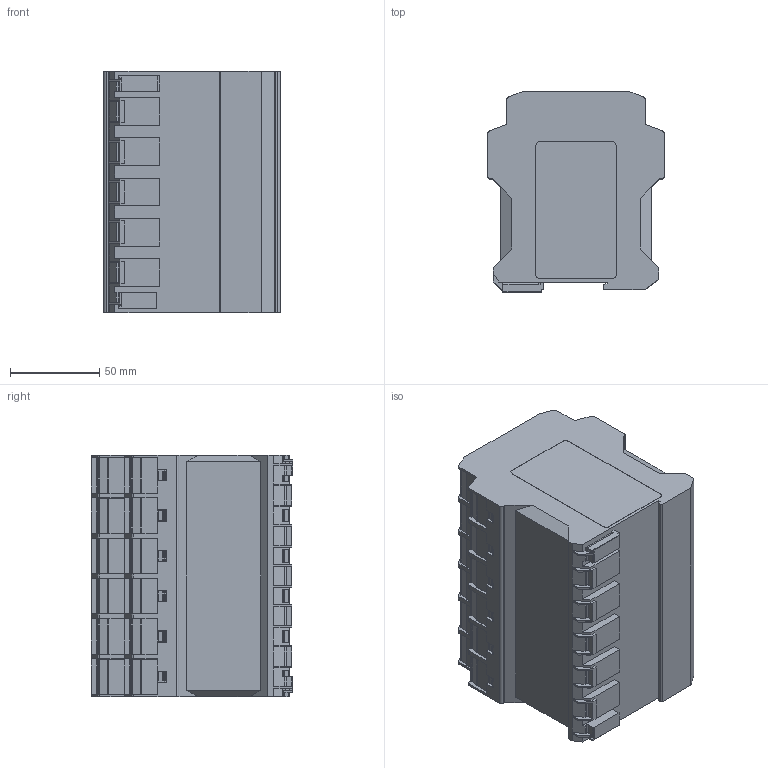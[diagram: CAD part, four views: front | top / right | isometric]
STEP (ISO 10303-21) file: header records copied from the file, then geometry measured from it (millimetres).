
FILE_DESCRIPTION((''),'2;1');
FILE_NAME('CAD0950_SW0001','2012-02-21T',('dhelisch'),(''),'PRO/ENGINEER BY PARAMETRIC TECHNOLOGY CORPORATION, 2007250','PRO/ENGINEER BY PARAMETRIC TECHNOLOGY CORPORATION, 2007250','');
FILE_SCHEMA(('CONFIG_CONTROL_DESIGN'));
Length unit declared in the file: millimetre
Products named in the file (1): CAD0950_SW0001
Bounding box: 99 x 112.79 x 135.6 mm (x, y, z)
Volume: 398655.9 mm3; surface area: 164024.6 mm2
Topology: 1 solids, 1 shells, 1061 faces, 3105 edges, 2019 vertices
Faces by surface type: plane 907, cylinder 154
Entity records: 42158 total; most frequent: ORIENTED_EDGE 6210, CARTESIAN_POINT 6193, DIRECTION 5533, EDGE_CURVE 3105, VECTOR 2795, LINE 2795, VERTEX_POINT 2019, AXIS2_PLACEMENT_3D 1369
